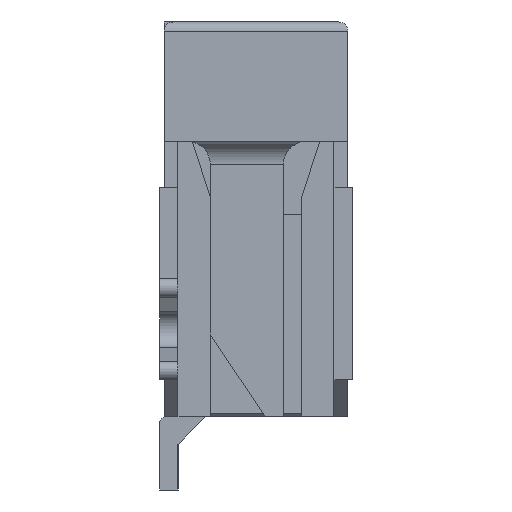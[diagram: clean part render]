
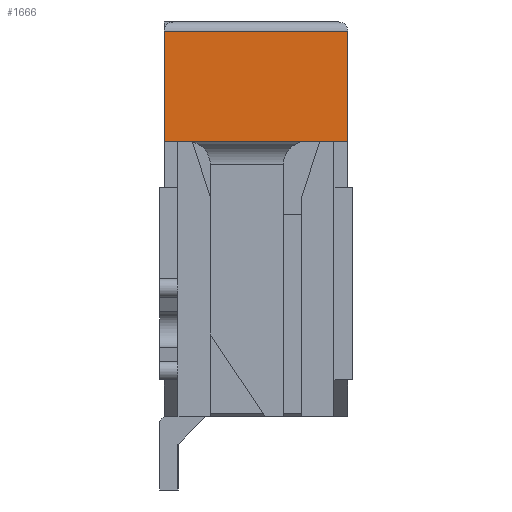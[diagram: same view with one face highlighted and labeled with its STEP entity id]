
A CAD part, left-side view. The second image highlights one B-rep face of the part: STEP entity #1666.
In plain terms, the highlighted planar face has unit normal (-1, 0, 0).
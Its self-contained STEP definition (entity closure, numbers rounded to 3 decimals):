
#1666 = ADVANCED_FACE( '', ( #3864 ), #3865, .T. );
#3864 = FACE_OUTER_BOUND( '', #6763, .T. );
#3865 = PLANE( '', #6764 );
#6763 = EDGE_LOOP( '', ( #10289, #10290, #10291, #10292 ) );
#6764 = AXIS2_PLACEMENT_3D( '', #10293, #10294, #10295 );
#10289 = ORIENTED_EDGE( '', *, *, #20208, .F. );
#10290 = ORIENTED_EDGE( '', *, *, #20209, .T. );
#10291 = ORIENTED_EDGE( '', *, *, #20210, .T. );
#10292 = ORIENTED_EDGE( '', *, *, #20211, .F. );
#10293 = CARTESIAN_POINT( '', ( -14.45, -1., 0.65 ) );
#10294 = DIRECTION( '', ( -1., 0., 0. ) );
#10295 = DIRECTION( '', ( 0., 0., 1. ) );
#20208 = EDGE_CURVE( '', #24852, #24853, #24854, .T. );
#20209 = EDGE_CURVE( '', #24852, #24159, #24855, .T. );
#20210 = EDGE_CURVE( '', #24159, #24856, #24857, .T. );
#20211 = EDGE_CURVE( '', #24853, #24856, #24858, .T. );
#24159 = VERTEX_POINT( '', #30553 );
#24852 = VERTEX_POINT( '', #31560 );
#24853 = VERTEX_POINT( '', #31561 );
#24854 = LINE( '', #31562, #31563 );
#24855 = LINE( '', #31564, #31565 );
#24856 = VERTEX_POINT( '', #31566 );
#24857 = LINE( '', #31567, #31568 );
#24858 = LINE( '', #31569, #31570 );
#30553 = CARTESIAN_POINT( '', ( -14.45, 1., 0.55 ) );
#31560 = CARTESIAN_POINT( '', ( -14.45, -1., 0.55 ) );
#31561 = CARTESIAN_POINT( '', ( -14.45, -1., -0.65 ) );
#31562 = CARTESIAN_POINT( '', ( -14.45, -1., 0.65 ) );
#31563 = VECTOR( '', #39849, 1000. );
#31564 = CARTESIAN_POINT( '', ( -14.45, 1., 0.55 ) );
#31565 = VECTOR( '', #39850, 1000. );
#31566 = CARTESIAN_POINT( '', ( -14.45, 1., -0.65 ) );
#31567 = CARTESIAN_POINT( '', ( -14.45, 1., 0.65 ) );
#31568 = VECTOR( '', #39851, 1000. );
#31569 = CARTESIAN_POINT( '', ( -14.45, -1., -0.65 ) );
#31570 = VECTOR( '', #39852, 1000. );
#39849 = DIRECTION( '', ( 0., 0., -1. ) );
#39850 = DIRECTION( '', ( 0., 1., 0. ) );
#39851 = DIRECTION( '', ( 0., 0., -1. ) );
#39852 = DIRECTION( '', ( 0., 1., 0. ) );
